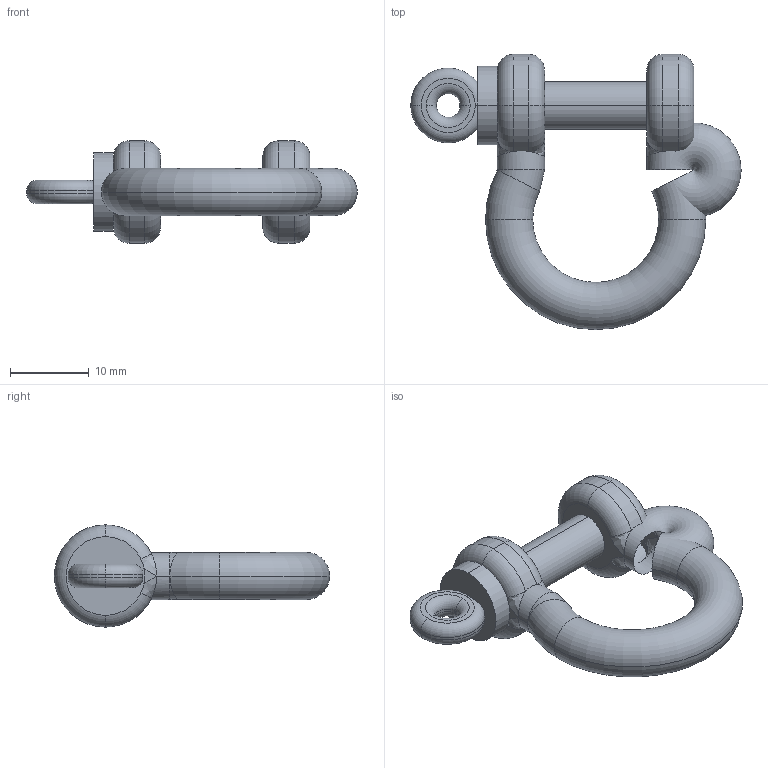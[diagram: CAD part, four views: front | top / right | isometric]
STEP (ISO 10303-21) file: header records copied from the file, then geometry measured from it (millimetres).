
FILE_DESCRIPTION (( 'STEP AP203' ), '1' );
FILE_NAME ('sone3D.STEP', '2013-09-24T04:40:11', ( '' ), ( '' ), 'SwSTEP 2.0', 'SolidWorks 2012', '' );
FILE_SCHEMA (( 'CONFIG_CONTROL_DESIGN' ));
Length unit declared in the file: millimetre
Products named in the file (3): sone3D; B-1111-4フック_; B-1111-4シャフト_
Assembly tree (2 placements, depth 2):
  sone3D
    B-1111-4シャフト_
    B-1111-4フック_
Bounding box: 42 x 35 x 13 mm (x, y, z)
Volume: 3112.8 mm3; surface area: 3095 mm2
Topology: 2 solids, 2 shells, 67 faces, 155 edges, 82 vertices
Faces by surface type: torus 28, cylinder 22, plane 9, bspline 8
Entity records: 2716 total; most frequent: CARTESIAN_POINT 961, DIRECTION 345, ORIENTED_EDGE 286, AXIS2_PLACEMENT_3D 162, EDGE_CURVE 143, CIRCLE 98, VERTEX_POINT 82, EDGE_LOOP 75
